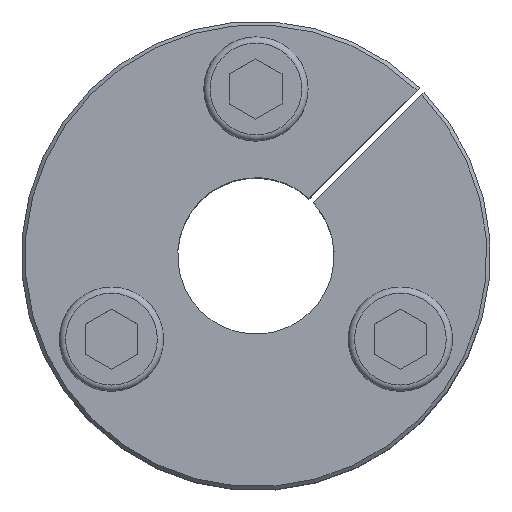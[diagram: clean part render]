
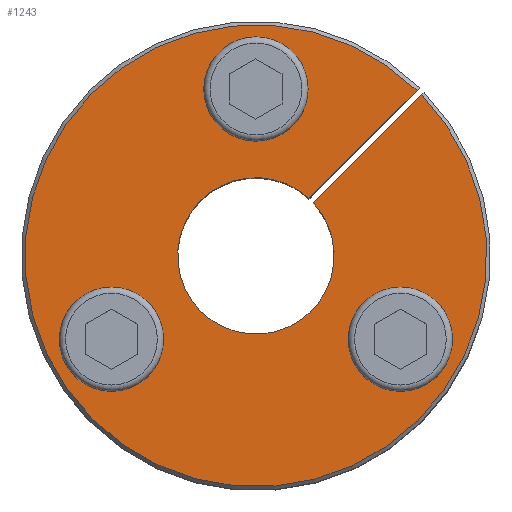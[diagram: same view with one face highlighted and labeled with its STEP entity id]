
A CAD part, top view. The second image highlights one B-rep face of the part: STEP entity #1243.
In plain terms, the highlighted planar face has unit normal (0, 0, 1).
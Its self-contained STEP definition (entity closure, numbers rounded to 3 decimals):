
#99=LINE('',#2004,#195);
#105=LINE('',#2020,#201);
#195=VECTOR('',#1614,1.);
#201=VECTOR('',#1624,1.);
#256=PLANE('',#1386);
#295=FACE_BOUND('',#460,.T.);
#296=FACE_BOUND('',#461,.T.);
#297=FACE_BOUND('',#462,.T.);
#365=FACE_OUTER_BOUND('',#459,.T.);
#459=EDGE_LOOP('',(#1086,#1087,#1088,#1089));
#460=EDGE_LOOP('',(#1090));
#461=EDGE_LOOP('',(#1091));
#462=EDGE_LOOP('',(#1092));
#469=CIRCLE('',#1283,5.);
#476=CIRCLE('',#1303,5.);
#483=CIRCLE('',#1323,5.);
#512=CIRCLE('',#1383,22.15);
#513=CIRCLE('',#1385,7.5);
#532=VERTEX_POINT('',#1787);
#551=VERTEX_POINT('',#1844);
#570=VERTEX_POINT('',#1901);
#584=VERTEX_POINT('',#1971);
#598=VERTEX_POINT('',#2002);
#604=VERTEX_POINT('',#2016);
#606=VERTEX_POINT('',#2019);
#649=EDGE_CURVE('',#532,#532,#469,.T.);
#674=EDGE_CURVE('',#551,#551,#476,.T.);
#699=EDGE_CURVE('',#570,#570,#483,.T.);
#732=EDGE_CURVE('',#584,#598,#99,.T.);
#739=EDGE_CURVE('',#606,#604,#105,.T.);
#779=EDGE_CURVE('',#584,#604,#512,.T.);
#780=EDGE_CURVE('',#598,#606,#513,.T.);
#1086=ORIENTED_EDGE('',*,*,#732,.T.);
#1087=ORIENTED_EDGE('',*,*,#780,.T.);
#1088=ORIENTED_EDGE('',*,*,#739,.T.);
#1089=ORIENTED_EDGE('',*,*,#779,.F.);
#1090=ORIENTED_EDGE('',*,*,#649,.T.);
#1091=ORIENTED_EDGE('',*,*,#674,.T.);
#1092=ORIENTED_EDGE('',*,*,#699,.T.);
#1243=ADVANCED_FACE('',(#365,#295,#296,#297),#256,.T.);
#1283=AXIS2_PLACEMENT_3D('',#1788,#1445,#1446);
#1303=AXIS2_PLACEMENT_3D('',#1845,#1503,#1504);
#1323=AXIS2_PLACEMENT_3D('',#1902,#1561,#1562);
#1383=AXIS2_PLACEMENT_3D('',#2100,#1723,#1724);
#1385=AXIS2_PLACEMENT_3D('',#2102,#1727,#1728);
#1386=AXIS2_PLACEMENT_3D('',#2103,#1729,#1730);
#1445=DIRECTION('center_axis',(0.,0.,
-1.));
#1446=DIRECTION('ref_axis',(-0.866,-0.5,0.));
#1503=DIRECTION('center_axis',(0.,0.,
-1.));
#1504=DIRECTION('ref_axis',(0.866,-0.5,0.));
#1561=DIRECTION('center_axis',(0.,0.,
-1.));
#1562=DIRECTION('ref_axis',(0.,1.,0.));
#1614=DIRECTION('',(-0.707,-0.707,0.));
#1624=DIRECTION('',(0.707,0.707,0.));
#1723=DIRECTION('center_axis',(0.,0.,-1.));
#1724=DIRECTION('ref_axis',(0.,1.,0.));
#1727=DIRECTION('center_axis',(0.,0.,-1.));
#1728=DIRECTION('ref_axis',(0.,1.,0.));
#1729=DIRECTION('center_axis',(0.,0.,
1.));
#1730=DIRECTION('ref_axis',(0.,-1.,0.));
#1787=CARTESIAN_POINT('',(-18.187,-10.5,0.));
#1788=CARTESIAN_POINT('Origin',(-13.856,-8.,0.));
#1844=CARTESIAN_POINT('',(18.187,-10.5,0.));
#1845=CARTESIAN_POINT('Origin',(13.856,-8.,0.));
#1901=CARTESIAN_POINT('',(0.,21.,0.));
#1902=CARTESIAN_POINT('Origin',(0.,16.,0.));
#1971=CARTESIAN_POINT('',(15.873,15.449,0.));
#2002=CARTESIAN_POINT('',(5.511,5.087,0.));
#2004=CARTESIAN_POINT('',(11.873,11.449,0.));
#2016=CARTESIAN_POINT('',(15.449,15.873,0.));
#2019=CARTESIAN_POINT('',(5.087,5.511,0.));
#2020=CARTESIAN_POINT('',(11.449,11.873,0.));
#2100=CARTESIAN_POINT('Origin',(0.,0.,0.));
#2102=CARTESIAN_POINT('Origin',(0.,0.,0.));
#2103=CARTESIAN_POINT('Origin',(0.,14.825,0.));
